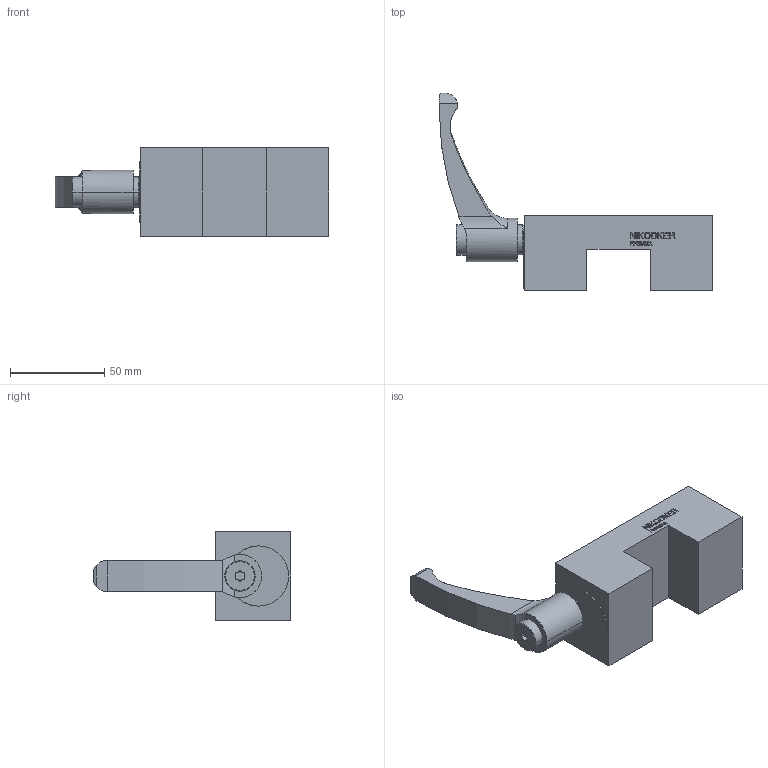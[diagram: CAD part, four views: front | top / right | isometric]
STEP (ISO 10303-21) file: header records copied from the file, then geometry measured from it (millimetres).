
FILE_DESCRIPTION((''),'2;1');
FILE_NAME('FF3501A','2023-07-06T19:23:18',('lx'),(''),'CREO PARAMETRIC BY PTC INC, 2018100','CREO PARAMETRIC BY PTC INC, 2018100','');
FILE_SCHEMA(('CONFIG_CONTROL_DESIGN'));
Length unit declared in the file: millimetre
Products named in the file (1): FF3501A
Bounding box: 145.5 x 105 x 47 mm (x, y, z)
Volume: 173597 mm3; surface area: 35469.7 mm2
Topology: 1 solids, 3 shells, 438 faces, 1212 edges, 808 vertices
Faces by surface type: plane 377, cylinder 51, cone 4, torus 4, bspline 2
Entity records: 13992 total; most frequent: CARTESIAN_POINT 2685, ORIENTED_EDGE 2422, DIRECTION 2170, EDGE_CURVE 1212, VECTOR 1072, LINE 1072, VERTEX_POINT 808, AXIS2_PLACEMENT_3D 549
